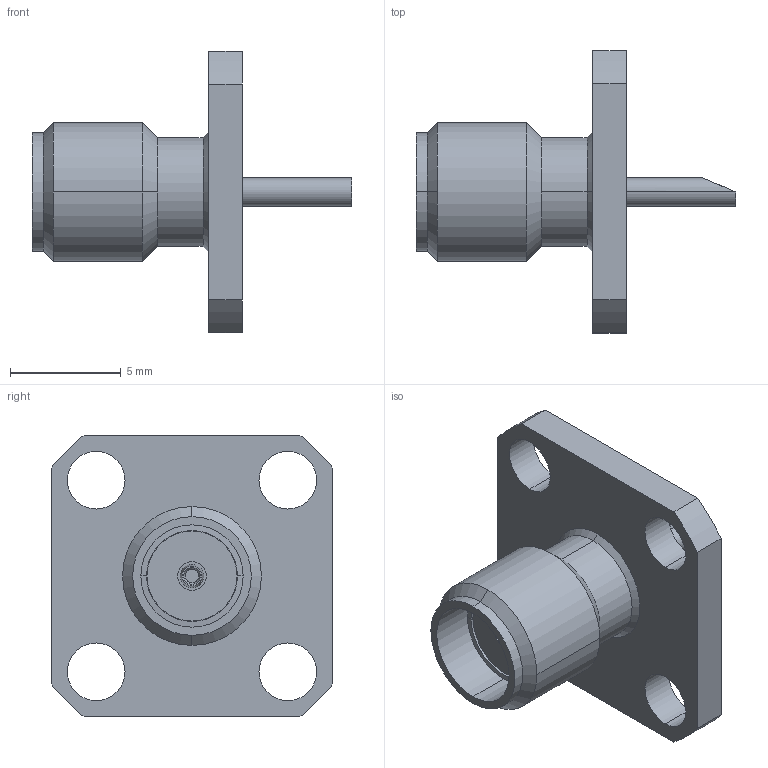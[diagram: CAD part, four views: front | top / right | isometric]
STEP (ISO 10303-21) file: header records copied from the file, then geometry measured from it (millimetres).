
FILE_DESCRIPTION (( 'STEP AP203' ), '1' );
FILE_NAME ('R124.403.120C.STEP', '2014-07-08T09:28:18', ( 'adminradiall' ), ( 'Microsoft' ), 'SwSTEP 2.0', 'SolidWorks 2014', '' );
FILE_SCHEMA (( 'CONFIG_CONTROL_DESIGN' ));
Length unit declared in the file: millimetre
Products named in the file (1): R124.403.120C
Bounding box: 14.4 x 12.7 x 12.7 mm (x, y, z)
Volume: 384.9 mm3; surface area: 639 mm2
Topology: 1 solids, 1 shells, 83 faces, 199 edges, 127 vertices
Faces by surface type: cylinder 36, cone 26, plane 21
Entity records: 2560 total; most frequent: CARTESIAN_POINT 495, DIRECTION 443, ORIENTED_EDGE 394, EDGE_CURVE 197, AXIS2_PLACEMENT_3D 185, VERTEX_POINT 127, EDGE_LOOP 102, CIRCLE 101
